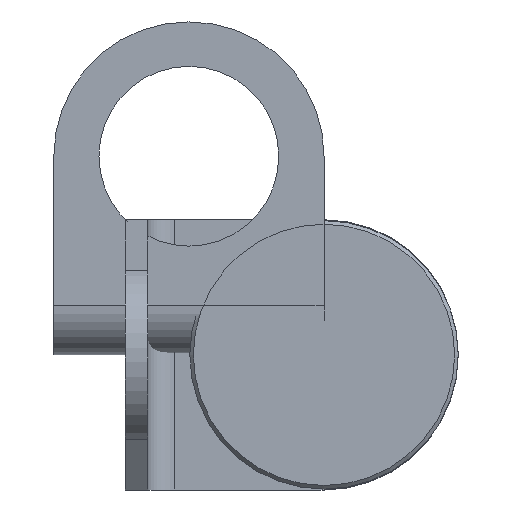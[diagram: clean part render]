
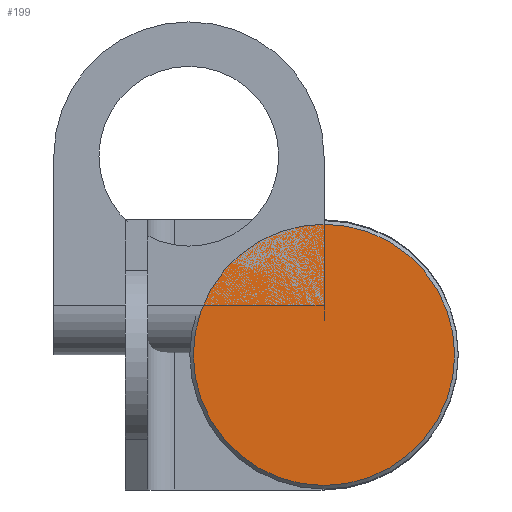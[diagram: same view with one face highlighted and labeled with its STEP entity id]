
A CAD part, left-side view. The second image highlights one B-rep face of the part: STEP entity #199.
In plain terms, the highlighted planar face has unit normal (-1, 0, 0).
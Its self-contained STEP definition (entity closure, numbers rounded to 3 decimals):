
#199 = ADVANCED_FACE( '', ( #309 ), #310, .T. );
#309 = FACE_OUTER_BOUND( '', #453, .T. );
#310 = PLANE( '', #454 );
#453 = EDGE_LOOP( '', ( #771 ) );
#454 = AXIS2_PLACEMENT_3D( '', #772, #773, #774 );
#771 = ORIENTED_EDGE( '', *, *, #1022, .T. );
#772 = CARTESIAN_POINT( '', ( 0., 0., 0. ) );
#773 = DIRECTION( '', ( -1., 0., 0. ) );
#774 = DIRECTION( '', ( 0., 0., 1. ) );
#1022 = EDGE_CURVE( '', #1209, #1209, #1210, .T. );
#1209 = VERTEX_POINT( '', #1784 );
#1210 = CIRCLE( '', #1785, 14.6 );
#1784 = CARTESIAN_POINT( '', ( 0., 0., 14.6 ) );
#1785 = AXIS2_PLACEMENT_3D( '', #2016, #2017, #2018 );
#2016 = CARTESIAN_POINT( '', ( 0., 0., 0. ) );
#2017 = DIRECTION( '', ( -1., 0., 0. ) );
#2018 = DIRECTION( '', ( 0., 0., 1. ) );
